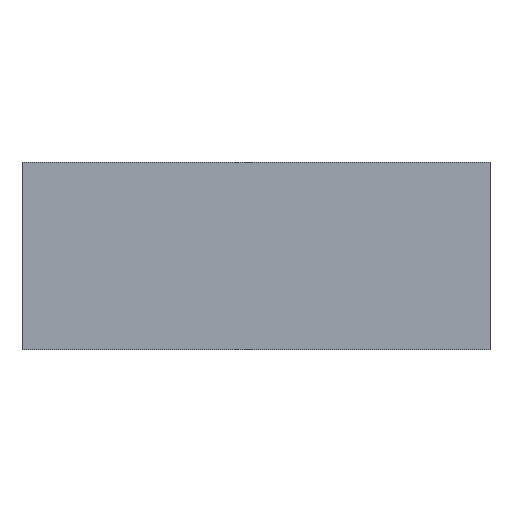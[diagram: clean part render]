
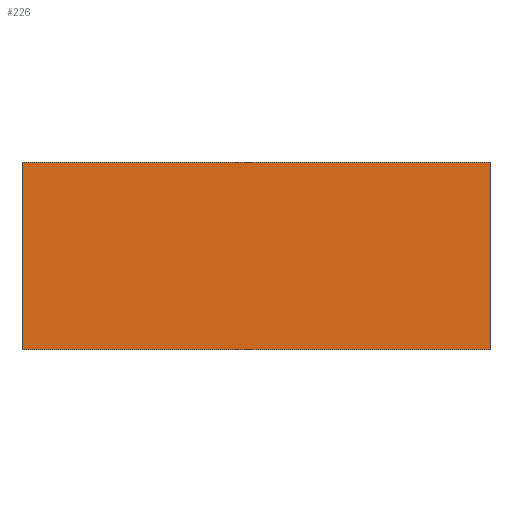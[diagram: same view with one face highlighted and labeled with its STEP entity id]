
A CAD part, front view. The second image highlights one B-rep face of the part: STEP entity #226.
In plain terms, the highlighted planar face has unit normal (0, -1, 0).
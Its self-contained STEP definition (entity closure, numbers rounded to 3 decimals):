
#20=FACE_OUTER_BOUND('',#32,.T.);
#32=EDGE_LOOP('',(#175,#176,#177,#178));
#44=LINE('',#329,#74);
#51=LINE('',#343,#81);
#58=LINE('',#356,#88);
#59=LINE('',#358,#89);
#74=VECTOR('',#270,10.);
#81=VECTOR('',#281,10.);
#88=VECTOR('',#290,10.);
#89=VECTOR('',#293,10.);
#103=VERTEX_POINT('',#326);
#104=VERTEX_POINT('',#328);
#109=VERTEX_POINT('',#341);
#114=VERTEX_POINT('',#354);
#124=EDGE_CURVE('',#103,#104,#44,.T.);
#131=EDGE_CURVE('',#109,#103,#51,.T.);
#138=EDGE_CURVE('',#109,#114,#58,.T.);
#139=EDGE_CURVE('',#114,#104,#59,.T.);
#175=ORIENTED_EDGE('',*,*,#138,.T.);
#176=ORIENTED_EDGE('',*,*,#139,.T.);
#177=ORIENTED_EDGE('',*,*,#124,.F.);
#178=ORIENTED_EDGE('',*,*,#131,.F.);
#214=PLANE('',#252);
#226=ADVANCED_FACE('',(#20),#214,.T.);
#252=AXIS2_PLACEMENT_3D('',#357,#291,#292);
#270=DIRECTION('',(1.,0.,0.));
#281=DIRECTION('',(0.,0.,1.));
#290=DIRECTION('',(1.,0.,0.));
#291=DIRECTION('center_axis',(0.,-1.,0.));
#292=DIRECTION('ref_axis',(0.,0.,-1.));
#293=DIRECTION('',(0.,0.,1.));
#326=CARTESIAN_POINT('',(-5.,0.,4.));
#328=CARTESIAN_POINT('',(5.,0.,4.));
#329=CARTESIAN_POINT('',(-5.,0.,4.));
#341=CARTESIAN_POINT('',(-5.,0.,0.));
#343=CARTESIAN_POINT('',(-5.,0.,0.));
#354=CARTESIAN_POINT('',(5.,0.,0.));
#356=CARTESIAN_POINT('',(0.,0.,0.));
#357=CARTESIAN_POINT('Origin',(0.,0.,3.));
#358=CARTESIAN_POINT('',(5.,0.,3.));
